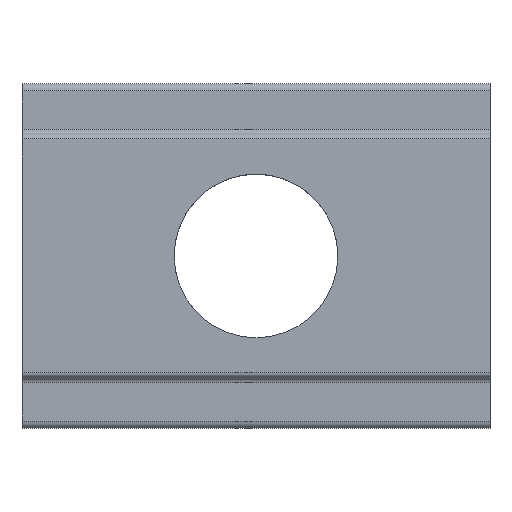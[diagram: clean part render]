
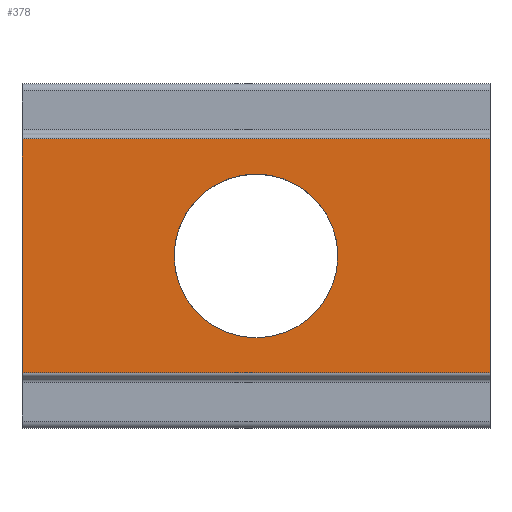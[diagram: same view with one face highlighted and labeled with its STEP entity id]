
A CAD part, top view. The second image highlights one B-rep face of the part: STEP entity #378.
In plain terms, the highlighted planar face has unit normal (0, 0, 1).
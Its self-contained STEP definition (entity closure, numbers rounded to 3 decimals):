
#21=PLANE('',#416);
#36=CIRCLE('',#417,3.324);
#57=LINE('',#602,#91);
#58=LINE('',#605,#92);
#59=LINE('',#607,#93);
#60=LINE('',#609,#94);
#91=VECTOR('',#476,1000.);
#92=VECTOR('',#477,1000.);
#93=VECTOR('',#478,1000.);
#94=VECTOR('',#479,1000.);
#134=ORIENTED_EDGE('',*,*,#242,.F.);
#135=ORIENTED_EDGE('',*,*,#243,.T.);
#136=ORIENTED_EDGE('',*,*,#244,.F.);
#137=ORIENTED_EDGE('',*,*,#245,.F.);
#138=ORIENTED_EDGE('',*,*,#246,.T.);
#242=EDGE_CURVE('',#295,#295,#36,.T.);
#243=EDGE_CURVE('',#296,#297,#57,.T.);
#244=EDGE_CURVE('',#298,#297,#58,.T.);
#245=EDGE_CURVE('',#299,#298,#59,.T.);
#246=EDGE_CURVE('',#299,#296,#60,.T.);
#295=VERTEX_POINT('',#601);
#296=VERTEX_POINT('',#603);
#297=VERTEX_POINT('',#604);
#298=VERTEX_POINT('',#606);
#299=VERTEX_POINT('',#608);
#325=EDGE_LOOP('',(#134));
#326=EDGE_LOOP('',(#135,#136,#137,#138));
#347=FACE_BOUND('',#325,.T.);
#348=FACE_BOUND('',#326,.T.);
#378=ADVANCED_FACE('',(#347,#348),#21,.F.);
#416=AXIS2_PLACEMENT_3D('',#599,#472,#473);
#417=AXIS2_PLACEMENT_3D('',#600,#474,#475);
#472=DIRECTION('',(0.,0.,-1.));
#473=DIRECTION('',(-1.,0.,0.));
#474=DIRECTION('',(0.,0.,1.));
#475=DIRECTION('',(1.,0.,0.));
#476=DIRECTION('',(0.,-1.,0.));
#477=DIRECTION('',(-1.,0.,0.));
#478=DIRECTION('',(0.,-1.,0.));
#479=DIRECTION('',(-1.,0.,0.));
#599=CARTESIAN_POINT('',(9.5,4.75,0.));
#600=CARTESIAN_POINT('',(0.,0.,0.));
#601=CARTESIAN_POINT('',(3.324,0.,0.));
#602=CARTESIAN_POINT('',(-9.5,4.75,0.));
#603=CARTESIAN_POINT('',(-9.5,4.75,0.));
#604=CARTESIAN_POINT('',(-9.5,-4.75,0.));
#605=CARTESIAN_POINT('',(9.5,-4.75,0.));
#606=CARTESIAN_POINT('',(9.5,-4.75,0.));
#607=CARTESIAN_POINT('',(9.5,4.75,0.));
#608=CARTESIAN_POINT('',(9.5,4.75,0.));
#609=CARTESIAN_POINT('',(9.5,4.75,0.));
